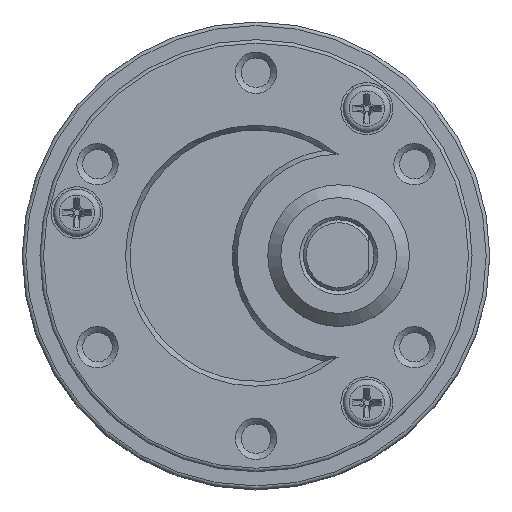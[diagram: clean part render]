
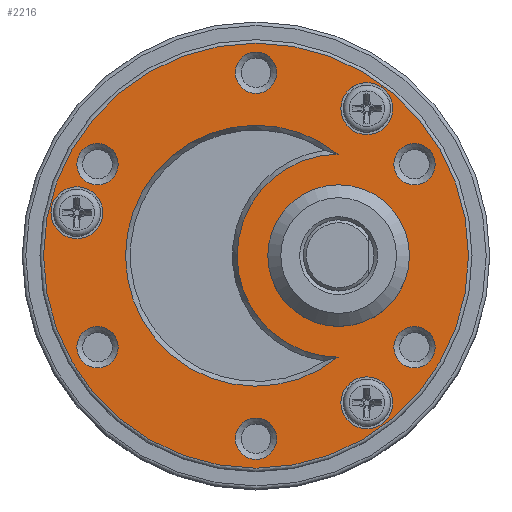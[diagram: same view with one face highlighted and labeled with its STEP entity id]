
A CAD part, top view. The second image highlights one B-rep face of the part: STEP entity #2216.
In plain terms, the highlighted planar face has unit normal (0, 0, 1).
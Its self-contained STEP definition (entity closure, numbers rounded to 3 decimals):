
#2216=ADVANCED_FACE('',(#3306,#3307,#3308,#3309,#3310,#3311,#3312,#3313,
#3314,#3315,#3316,#3317),#2876,.T.);
#2876=PLANE('',#10338);
#3306=FACE_BOUND('',#3688,.T.);
#3307=FACE_BOUND('',#3689,.T.);
#3308=FACE_BOUND('',#3690,.T.);
#3309=FACE_BOUND('',#3691,.T.);
#3310=FACE_BOUND('',#3692,.T.);
#3311=FACE_BOUND('',#3693,.T.);
#3312=FACE_BOUND('',#3694,.T.);
#3313=FACE_BOUND('',#3695,.T.);
#3314=FACE_BOUND('',#3696,.T.);
#3315=FACE_BOUND('',#3697,.T.);
#3316=FACE_BOUND('',#3698,.T.);
#3317=FACE_BOUND('',#3699,.T.);
#3688=EDGE_LOOP('',(#4727));
#3689=EDGE_LOOP('',(#4728));
#3690=EDGE_LOOP('',(#4729));
#3691=EDGE_LOOP('',(#4730));
#3692=EDGE_LOOP('',(#4731));
#3693=EDGE_LOOP('',(#4732));
#3694=EDGE_LOOP('',(#4733));
#3695=EDGE_LOOP('',(#4734));
#3696=EDGE_LOOP('',(#4735));
#3697=EDGE_LOOP('',(#4736));
#3698=EDGE_LOOP('',(#4737));
#3699=EDGE_LOOP('',(#4738,#4739));
#4727=ORIENTED_EDGE('',*,*,#8286,.T.);
#4728=ORIENTED_EDGE('',*,*,#8287,.T.);
#4729=ORIENTED_EDGE('',*,*,#8288,.T.);
#4730=ORIENTED_EDGE('',*,*,#8289,.F.);
#4731=ORIENTED_EDGE('',*,*,#8290,.T.);
#4732=ORIENTED_EDGE('',*,*,#8291,.T.);
#4733=ORIENTED_EDGE('',*,*,#8292,.T.);
#4734=ORIENTED_EDGE('',*,*,#8293,.T.);
#4735=ORIENTED_EDGE('',*,*,#8294,.T.);
#4736=ORIENTED_EDGE('',*,*,#8295,.T.);
#4737=ORIENTED_EDGE('',*,*,#8296,.T.);
#4738=ORIENTED_EDGE('',*,*,#8297,.T.);
#4739=ORIENTED_EDGE('',*,*,#8298,.T.);
#7323=VERTEX_POINT('',#15228);
#7324=VERTEX_POINT('',#15230);
#7325=VERTEX_POINT('',#15232);
#7326=VERTEX_POINT('',#15234);
#7327=VERTEX_POINT('',#15236);
#7328=VERTEX_POINT('',#15238);
#7329=VERTEX_POINT('',#15240);
#7330=VERTEX_POINT('',#15242);
#7331=VERTEX_POINT('',#15244);
#7332=VERTEX_POINT('',#15246);
#7333=VERTEX_POINT('',#15248);
#7334=VERTEX_POINT('',#15250);
#7335=VERTEX_POINT('',#15251);
#8286=EDGE_CURVE('',#7323,#7323,#9572,.T.);
#8287=EDGE_CURVE('',#7324,#7324,#9573,.T.);
#8288=EDGE_CURVE('',#7325,#7325,#9574,.T.);
#8289=EDGE_CURVE('',#7326,#7326,#9575,.T.);
#8290=EDGE_CURVE('',#7327,#7327,#9576,.T.);
#8291=EDGE_CURVE('',#7328,#7328,#9577,.T.);
#8292=EDGE_CURVE('',#7329,#7329,#9578,.T.);
#8293=EDGE_CURVE('',#7330,#7330,#9579,.T.);
#8294=EDGE_CURVE('',#7331,#7331,#9580,.T.);
#8295=EDGE_CURVE('',#7332,#7332,#9581,.T.);
#8296=EDGE_CURVE('',#7333,#7333,#9582,.T.);
#8297=EDGE_CURVE('',#7334,#7335,#9583,.T.);
#8298=EDGE_CURVE('',#7335,#7334,#9584,.T.);
#9572=CIRCLE('',#10325,1.75);
#9573=CIRCLE('',#10326,1.75);
#9574=CIRCLE('',#10327,1.75);
#9575=CIRCLE('',#10328,6.);
#9576=CIRCLE('',#10329,1.75);
#9577=CIRCLE('',#10330,1.75);
#9578=CIRCLE('',#10331,1.75);
#9579=CIRCLE('',#10332,18.);
#9580=CIRCLE('',#10333,2.2);
#9581=CIRCLE('',#10334,2.2);
#9582=CIRCLE('',#10335,2.2);
#9583=CIRCLE('',#10336,8.596);
#9584=CIRCLE('',#10337,11.054);
#10325=AXIS2_PLACEMENT_3D('',#15227,#11803,#11804);
#10326=AXIS2_PLACEMENT_3D('',#15229,#11805,#11806);
#10327=AXIS2_PLACEMENT_3D('',#15231,#11807,#11808);
#10328=AXIS2_PLACEMENT_3D('',#15233,#11809,#11810);
#10329=AXIS2_PLACEMENT_3D('',#15235,#11811,#11812);
#10330=AXIS2_PLACEMENT_3D('',#15237,#11813,#11814);
#10331=AXIS2_PLACEMENT_3D('',#15239,#11815,#11816);
#10332=AXIS2_PLACEMENT_3D('',#15241,#11817,#11818);
#10333=AXIS2_PLACEMENT_3D('',#15243,#11819,#11820);
#10334=AXIS2_PLACEMENT_3D('',#15245,#11821,#11822);
#10335=AXIS2_PLACEMENT_3D('',#15247,#11823,#11824);
#10336=AXIS2_PLACEMENT_3D('',#15249,#11825,#11826);
#10337=AXIS2_PLACEMENT_3D('',#15252,#11827,#11828);
#10338=AXIS2_PLACEMENT_3D('',#15253,#11829,#11830);
#11803=DIRECTION('',(0.,0.,-1.));
#11804=DIRECTION('',(1.,0.,0.));
#11805=DIRECTION('',(0.,0.,-1.));
#11806=DIRECTION('',(1.,0.,0.));
#11807=DIRECTION('',(0.,0.,-1.));
#11808=DIRECTION('',(1.,0.,0.));
#11809=DIRECTION('',(0.,0.,1.));
#11810=DIRECTION('',(1.,0.,0.));
#11811=DIRECTION('',(0.,0.,-1.));
#11812=DIRECTION('',(1.,0.,0.));
#11813=DIRECTION('',(0.,0.,-1.));
#11814=DIRECTION('',(1.,0.,0.));
#11815=DIRECTION('',(0.,0.,-1.));
#11816=DIRECTION('',(1.,0.,0.));
#11817=DIRECTION('',(0.,0.,1.));
#11818=DIRECTION('',(1.,0.,0.));
#11819=DIRECTION('',(0.,0.,-1.));
#11820=DIRECTION('',(-1.,0.,0.));
#11821=DIRECTION('',(0.,0.,-1.));
#11822=DIRECTION('',(-1.,0.,0.));
#11823=DIRECTION('',(0.,0.,-1.));
#11824=DIRECTION('',(-1.,0.,0.));
#11825=DIRECTION('',(0.,0.,1.));
#11826=DIRECTION('',(1.,0.,0.));
#11827=DIRECTION('',(0.,0.,-1.));
#11828=DIRECTION('',(1.,0.,0.));
#11829=DIRECTION('',(0.,0.,1.));
#11830=DIRECTION('',(1.,0.,0.));
#15227=CARTESIAN_POINT('',(-13.423,7.75,26.7));
#15228=CARTESIAN_POINT('',(-11.673,7.75,26.7));
#15229=CARTESIAN_POINT('',(13.423,7.75,26.7));
#15230=CARTESIAN_POINT('',(15.173,7.75,26.7));
#15231=CARTESIAN_POINT('',(0.,-15.5,26.7));
#15232=CARTESIAN_POINT('',(1.75,-15.5,26.7));
#15233=CARTESIAN_POINT('',(7.,0.,26.7));
#15234=CARTESIAN_POINT('',(13.,0.,26.7));
#15235=CARTESIAN_POINT('',(0.,15.5,26.7));
#15236=CARTESIAN_POINT('',(1.75,15.5,26.7));
#15237=CARTESIAN_POINT('',(-13.423,-7.75,26.7));
#15238=CARTESIAN_POINT('',(-11.673,-7.75,26.7));
#15239=CARTESIAN_POINT('',(13.423,-7.75,26.7));
#15240=CARTESIAN_POINT('',(15.173,-7.75,26.7));
#15241=CARTESIAN_POINT('',(0.,0.,
26.7));
#15242=CARTESIAN_POINT('',(18.,0.,26.7));
#15243=CARTESIAN_POINT('',(-15.169,3.642,26.7));
#15244=CARTESIAN_POINT('',(-17.369,3.642,26.7));
#15245=CARTESIAN_POINT('',(9.388,-12.459,26.7));
#15246=CARTESIAN_POINT('',(7.188,-12.459,26.7));
#15247=CARTESIAN_POINT('',(9.388,12.459,26.7));
#15248=CARTESIAN_POINT('',(7.188,12.459,26.7));
#15249=CARTESIAN_POINT('',(7.,0.,26.7));
#15250=CARTESIAN_POINT('',(6.95,8.596,26.7));
#15251=CARTESIAN_POINT('',(6.95,-8.596,26.7));
#15252=CARTESIAN_POINT('',(0.,0.,
26.7));
#15253=CARTESIAN_POINT('',(0.,0.,
26.7));
